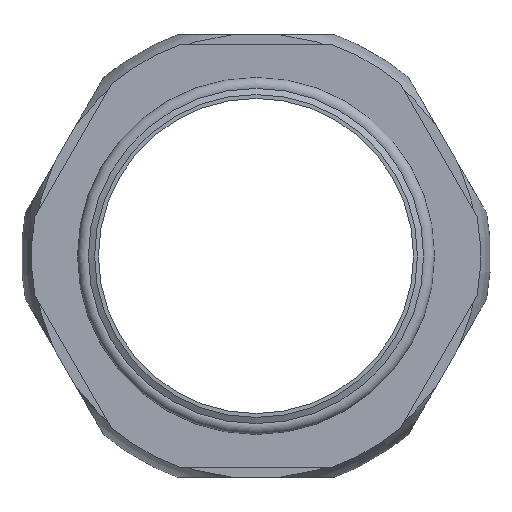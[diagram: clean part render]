
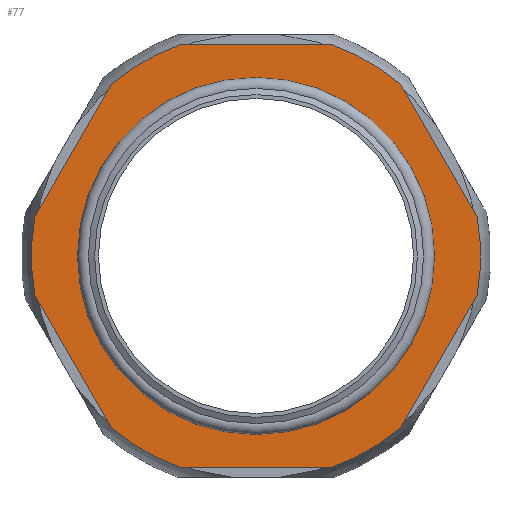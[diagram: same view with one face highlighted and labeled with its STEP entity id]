
A CAD part, left-side view. The second image highlights one B-rep face of the part: STEP entity #77.
In plain terms, the highlighted planar face has unit normal (-1, 0, 0).
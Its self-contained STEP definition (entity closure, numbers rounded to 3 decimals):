
#77 = ADVANCED_FACE( '', ( #122, #123 ), #124, .T. );
#122 = FACE_BOUND( '', #219, .T. );
#123 = FACE_OUTER_BOUND( '', #220, .T. );
#124 = PLANE( '', #221 );
#219 = EDGE_LOOP( '', ( #331 ) );
#220 = EDGE_LOOP( '', ( #332, #333, #334, #335, #336, #337, #338, #339, #340, #341, #342, #343 ) );
#221 = AXIS2_PLACEMENT_3D( '', #344, #345, #346 );
#331 = ORIENTED_EDGE( '', *, *, #618, .F. );
#332 = ORIENTED_EDGE( '', *, *, #619, .F. );
#333 = ORIENTED_EDGE( '', *, *, #620, .F. );
#334 = ORIENTED_EDGE( '', *, *, #621, .F. );
#335 = ORIENTED_EDGE( '', *, *, #622, .F. );
#336 = ORIENTED_EDGE( '', *, *, #623, .F. );
#337 = ORIENTED_EDGE( '', *, *, #624, .F. );
#338 = ORIENTED_EDGE( '', *, *, #625, .F. );
#339 = ORIENTED_EDGE( '', *, *, #626, .F. );
#340 = ORIENTED_EDGE( '', *, *, #627, .F. );
#341 = ORIENTED_EDGE( '', *, *, #628, .F. );
#342 = ORIENTED_EDGE( '', *, *, #629, .F. );
#343 = ORIENTED_EDGE( '', *, *, #630, .F. );
#344 = CARTESIAN_POINT( '', ( -3., 33.5, 0. ) );
#345 = DIRECTION( '', ( -1., 0., 0. ) );
#346 = DIRECTION( '', ( 0., 0., 1. ) );
#618 = EDGE_CURVE( '', #720, #720, #721, .T. );
#619 = EDGE_CURVE( '', #722, #723, #724, .T. );
#620 = EDGE_CURVE( '', #725, #722, #726, .T. );
#621 = EDGE_CURVE( '', #727, #725, #728, .T. );
#622 = EDGE_CURVE( '', #729, #727, #730, .T. );
#623 = EDGE_CURVE( '', #731, #729, #732, .T. );
#624 = EDGE_CURVE( '', #733, #731, #734, .T. );
#625 = EDGE_CURVE( '', #735, #733, #736, .T. );
#626 = EDGE_CURVE( '', #737, #735, #738, .T. );
#627 = EDGE_CURVE( '', #739, #737, #740, .T. );
#628 = EDGE_CURVE( '', #741, #739, #742, .T. );
#629 = EDGE_CURVE( '', #743, #741, #744, .T. );
#630 = EDGE_CURVE( '', #723, #743, #745, .T. );
#720 = VERTEX_POINT( '', #982 );
#721 = CIRCLE( '', #983, 26.058 );
#722 = VERTEX_POINT( '', #984 );
#723 = VERTEX_POINT( '', #985 );
#724 = CIRCLE( '', #986, 33.5 );
#725 = VERTEX_POINT( '', #987 );
#726 = LINE( '', #988, #989 );
#727 = VERTEX_POINT( '', #990 );
#728 = CIRCLE( '', #991, 33.5 );
#729 = VERTEX_POINT( '', #992 );
#730 = LINE( '', #993, #994 );
#731 = VERTEX_POINT( '', #995 );
#732 = CIRCLE( '', #996, 33.5 );
#733 = VERTEX_POINT( '', #997 );
#734 = LINE( '', #998, #999 );
#735 = VERTEX_POINT( '', #1000 );
#736 = CIRCLE( '', #1001, 33.5 );
#737 = VERTEX_POINT( '', #1002 );
#738 = LINE( '', #1003, #1004 );
#739 = VERTEX_POINT( '', #1005 );
#740 = CIRCLE( '', #1006, 33.5 );
#741 = VERTEX_POINT( '', #1007 );
#742 = LINE( '', #1008, #1009 );
#743 = VERTEX_POINT( '', #1010 );
#744 = CIRCLE( '', #1011, 33.5 );
#745 = LINE( '', #1012, #1013 );
#982 = CARTESIAN_POINT( '', ( -3., 0., 26.058 ) );
#983 = AXIS2_PLACEMENT_3D( '', #1613, #1614, #1615 );
#984 = CARTESIAN_POINT( '', ( -3., 32.981, -5.876 ) );
#985 = CARTESIAN_POINT( '', ( -3., 32.981, 5.876 ) );
#986 = AXIS2_PLACEMENT_3D( '', #1616, #1617, #1618 );
#987 = CARTESIAN_POINT( '', ( -3., 21.579, -25.624 ) );
#988 = CARTESIAN_POINT( '', ( -3., 35.655, -1.244 ) );
#989 = VECTOR( '', #1619, 1000. );
#990 = CARTESIAN_POINT( '', ( -3., 11.402, -31.5 ) );
#991 = AXIS2_PLACEMENT_3D( '', #1620, #1621, #1622 );
#992 = CARTESIAN_POINT( '', ( -3., -11.402, -31.5 ) );
#993 = CARTESIAN_POINT( '', ( -3., 33.5, -31.5 ) );
#994 = VECTOR( '', #1623, 1000. );
#995 = CARTESIAN_POINT( '', ( -3., -21.579, -25.624 ) );
#996 = AXIS2_PLACEMENT_3D( '', #1624, #1625, #1626 );
#997 = CARTESIAN_POINT( '', ( -3., -32.981, -5.876 ) );
#998 = CARTESIAN_POINT( '', ( -3., -18.905, -30.256 ) );
#999 = VECTOR( '', #1627, 1000. );
#1000 = CARTESIAN_POINT( '', ( -3., -32.981, 5.876 ) );
#1001 = AXIS2_PLACEMENT_3D( '', #1628, #1629, #1630 );
#1002 = CARTESIAN_POINT( '', ( -3., -21.579, 25.624 ) );
#1003 = CARTESIAN_POINT( '', ( -3., -18.905, 30.256 ) );
#1004 = VECTOR( '', #1631, 1000. );
#1005 = CARTESIAN_POINT( '', ( -3., -11.402, 31.5 ) );
#1006 = AXIS2_PLACEMENT_3D( '', #1632, #1633, #1634 );
#1007 = CARTESIAN_POINT( '', ( -3., 11.402, 31.5 ) );
#1008 = CARTESIAN_POINT( '', ( -3., 33.5, 31.5 ) );
#1009 = VECTOR( '', #1635, 1000. );
#1010 = CARTESIAN_POINT( '', ( -3., 21.579, 25.624 ) );
#1011 = AXIS2_PLACEMENT_3D( '', #1636, #1637, #1638 );
#1012 = CARTESIAN_POINT( '', ( -3., 35.655, 1.244 ) );
#1013 = VECTOR( '', #1639, 1000. );
#1613 = CARTESIAN_POINT( '', ( -3., 0., 0. ) );
#1614 = DIRECTION( '', ( -1., 0., 0. ) );
#1615 = DIRECTION( '', ( 0., 0., 1. ) );
#1616 = CARTESIAN_POINT( '', ( -3., 0., 0. ) );
#1617 = DIRECTION( '', ( 1., 0., 0. ) );
#1618 = DIRECTION( '', ( 0., 0., -1. ) );
#1619 = DIRECTION( '', ( 0., 0.5, 0.866 ) );
#1620 = CARTESIAN_POINT( '', ( -3., 0., 0. ) );
#1621 = DIRECTION( '', ( 1., 0., 0. ) );
#1622 = DIRECTION( '', ( 0., 0., -1. ) );
#1623 = DIRECTION( '', ( 0., 1., 0. ) );
#1624 = CARTESIAN_POINT( '', ( -3., 0., 0. ) );
#1625 = DIRECTION( '', ( 1., 0., 0. ) );
#1626 = DIRECTION( '', ( 0., 0., -1. ) );
#1627 = DIRECTION( '', ( 0., 0.5, -0.866 ) );
#1628 = CARTESIAN_POINT( '', ( -3., 0., 0. ) );
#1629 = DIRECTION( '', ( 1., 0., 0. ) );
#1630 = DIRECTION( '', ( 0., 0., -1. ) );
#1631 = DIRECTION( '', ( 0., -0.5, -0.866 ) );
#1632 = CARTESIAN_POINT( '', ( -3., 0., 0. ) );
#1633 = DIRECTION( '', ( 1., 0., 0. ) );
#1634 = DIRECTION( '', ( 0., 0., -1. ) );
#1635 = DIRECTION( '', ( 0., -1., 0. ) );
#1636 = CARTESIAN_POINT( '', ( -3., 0., 0. ) );
#1637 = DIRECTION( '', ( 1., 0., 0. ) );
#1638 = DIRECTION( '', ( 0., 0., -1. ) );
#1639 = DIRECTION( '', ( 0., -0.5, 0.866 ) );
